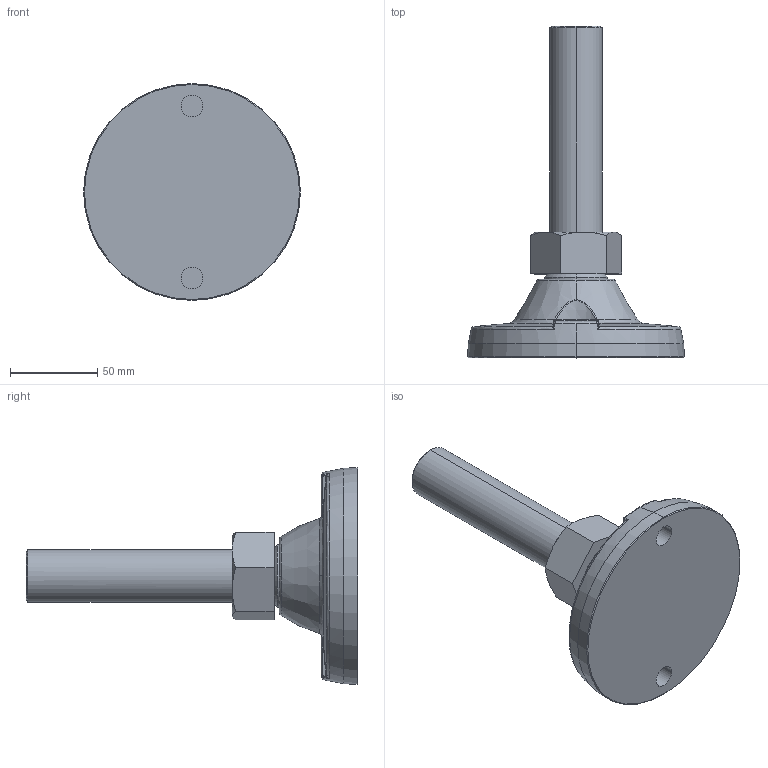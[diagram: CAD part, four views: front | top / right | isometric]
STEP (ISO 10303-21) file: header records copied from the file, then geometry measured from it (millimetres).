
FILE_DESCRIPTION (( 'STEP AP214' ), '1' );
FILE_NAME ('Rexnord-R0297 -629212.STEP', '2023-08-01T08:54:01', ( '' ), ( '' ), 'SwSTEP 2.0', 'SolidWorks 2022', '' );
FILE_SCHEMA (( 'AUTOMOTIVE_DESIGN' ));
Length unit declared in the file: millimetre
Products named in the file (3): Rexnord-R0297 -629212_R0297; Rexnord-R0297 -629212; Rexnord-R0297 -629212_M30
Assembly tree (2 placements, depth 2):
  Rexnord-R0297 -629212
    Rexnord-R0297 -629212_R0297
    Rexnord-R0297 -629212_M30
Bounding box: 124.15 x 190 x 124.15 mm (x, y, z)
Volume: 425787.6 mm3; surface area: 56737.2 mm2
Topology: 2 solids, 2 shells, 123 faces, 286 edges, 170 vertices
Faces by surface type: bspline 57, plane 27, cone 23, cylinder 16
Entity records: 7004 total; most frequent: CARTESIAN_POINT 3331, ORIENTED_EDGE 564, DIRECTION 343, EDGE_CURVE 282, VERTEX_POINT 170, AXIS2_PLACEMENT_3D 143, EDGE_LOOP 132, UNCERTAINTY_MEASURE_WITH_UNIT 126
